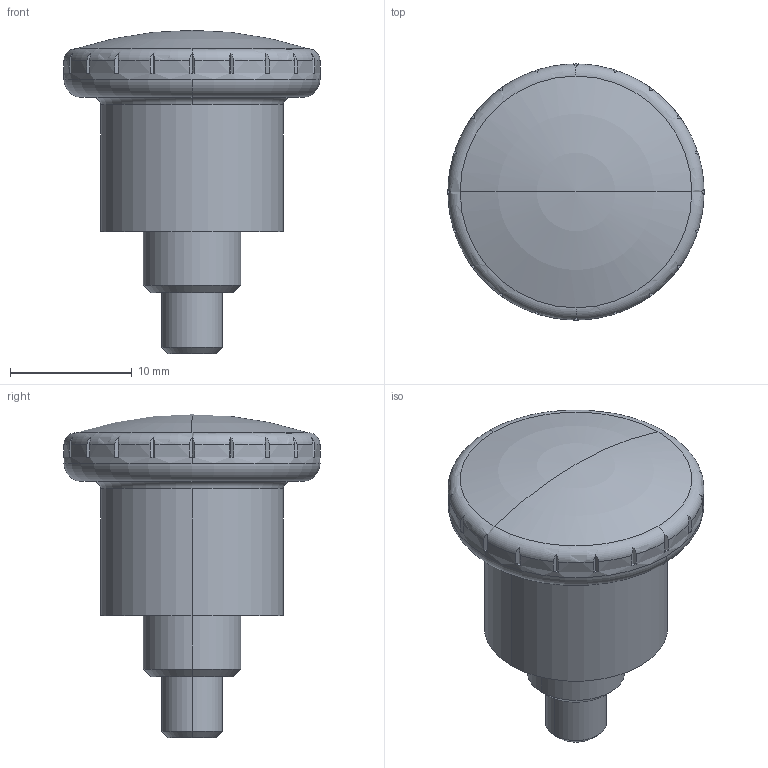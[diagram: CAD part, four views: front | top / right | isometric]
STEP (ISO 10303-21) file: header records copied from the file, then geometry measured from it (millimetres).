
FILE_DESCRIPTION(('STEP AP214'),'1');
FILE_NAME(' ',' ',('TraceParts'),('TraceParts S.A.'),'XStep 1.0',' ',' ');
FILE_SCHEMA(('automotive_design'));
Length unit declared in the file: millimetre
Products named in the file (2): 1; 2
Bounding box: 21 x 21 x 26.5 mm (x, y, z)
Volume: 3587.5 mm3; surface area: 3071.1 mm2
Topology: 2 solids, 2 shells, 130 faces, 354 edges, 231 vertices
Faces by surface type: plane 98, cone 12, cylinder 12, torus 6, sphere 2
Entity records: 8488 total; most frequent: CARTESIAN_POINT 1243, STYLED_ITEM 713, PRESENTATION_STYLE_ASSIGNMENT 713, COLOUR_RGB 713, ORIENTED_EDGE 704, DIRECTION 662, EDGE_CURVE 352, CURVE_STYLE 352
